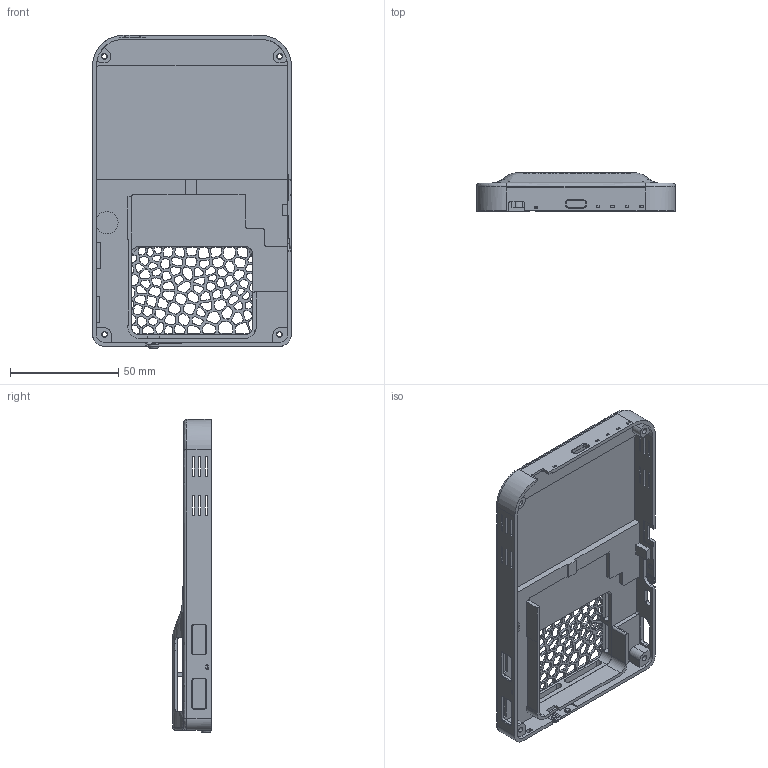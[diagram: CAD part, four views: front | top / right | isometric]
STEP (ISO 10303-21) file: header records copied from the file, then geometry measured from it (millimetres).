
FILE_DESCRIPTION(/* description */ ('STEP AP214'),/* implementation_level */ '2;1');
FILE_NAME(/* name */ 'Lowercase.step',/* time_stamp */ '2025-09-13T15:53:33+09:00',/* author */ (''),/* organization */ (''),/* preprocessor_version */ 'ST-DEVELOPER v20.1',/* originating_system */ 'Autodesk Translation Framework v14.10.0.0',/* authorisation */ '');
FILE_SCHEMA (('AUTOMOTIVE_DESIGN { 1 0 10303 214 3 1 1 }'));
Products named in the file (2): HackberryPi_CM5_lowercase; HackberryPi_CM5_Middlepart
Assembly tree (1 placements, depth 2):
  HackberryPi_CM5_lowercase
    HackberryPi_CM5_Middlepart
Bounding box: 91.77 x 17.8 x 144.47 mm (x, y, z)
Surface area: 39853.2 mm2 (no closed solid volume)
Topology: 0 solids, 1 shells, 1038 faces, 3097 edges, 2031 vertices
Faces by surface type: bspline 576, plane 325, cylinder 118, cone 19
Full cylindrical faces by diameter (mm): 2.3 x4, 2.6 x4, 2.8 x2
Entity records: 42637 total; most frequent: CARTESIAN_POINT 19313, ORIENTED_EDGE 6186, EDGE_CURVE 3093, DIRECTION 3043, VERTEX_POINT 2030, LINE 1567, VECTOR 1567, EDGE_LOOP 1271
